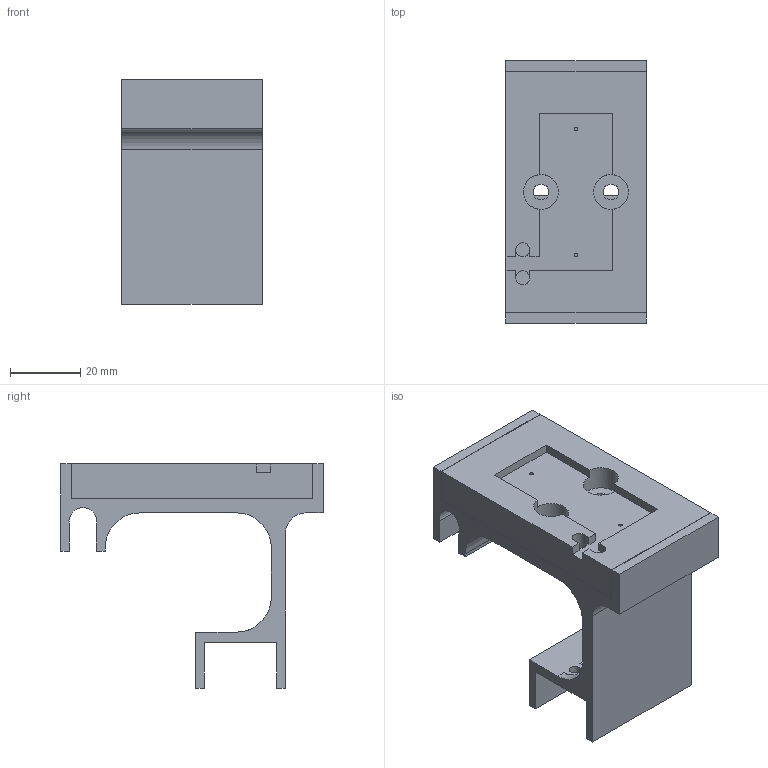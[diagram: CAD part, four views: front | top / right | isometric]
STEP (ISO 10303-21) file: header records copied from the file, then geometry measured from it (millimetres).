
FILE_DESCRIPTION(/* description */ (''),/* implementation_level */ '2;1');
FILE_NAME(/* name */ 'Support Batt 4s v7.stp',/* time_stamp */ '2020-12-05T18:11:26+01:00',/* author */ (''),/* organization */ (''),/* preprocessor_version */ 'ST-DEVELOPER v18.1',/* originating_system */ 'Autodesk Translation Framework v9.3.0.1241',/* authorisation */ '');
FILE_SCHEMA (('AUTOMOTIVE_DESIGN { 1 0 10303 214 3 1 1 }'));
Length unit declared in the file: millimetre
Products named in the file (3): Support Batt 4s; Support Batt; Support gauge
Assembly tree (2 placements, depth 2):
  Support Batt 4s
    Support Batt
    Support gauge
Bounding box: 40 x 75 x 64.1 mm (x, y, z)
Volume: 53907.7 mm3; surface area: 26025.1 mm2
Topology: 2 solids, 2 shells, 75 faces, 216 edges, 144 vertices
Faces by surface type: plane 52, cylinder 23
Full cylindrical faces by diameter (mm): 1 x2, 3.2 x4, 4 x2, 4.5 x4, 10 x2
Entity records: 2680 total; most frequent: CARTESIAN_POINT 529, ORIENTED_EDGE 432, DIRECTION 420, EDGE_CURVE 216, LINE 158, VECTOR 158, VERTEX_POINT 144, AXIS2_PLACEMENT_3D 131
